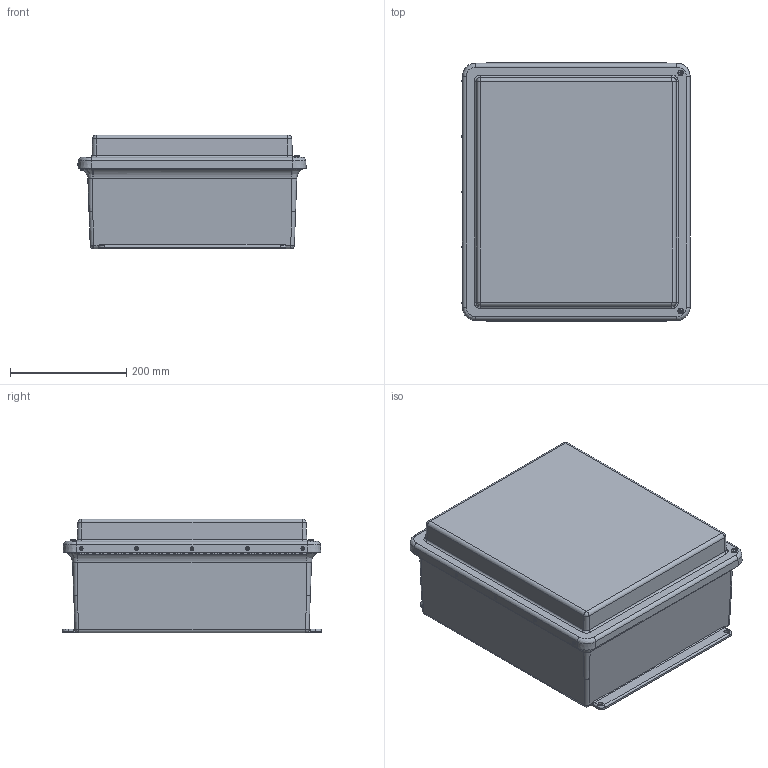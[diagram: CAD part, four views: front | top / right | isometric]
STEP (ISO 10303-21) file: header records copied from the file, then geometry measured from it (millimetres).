
FILE_DESCRIPTION (( 'STEP AP214' ), '1' );
FILE_NAME ('MR1614HW.STEP', '2018-11-06T19:42:15', ( '' ), ( '' ), 'SwSTEP 2.0', 'SolidWorks 2018', '' );
FILE_SCHEMA (( 'AUTOMOTIVE_DESIGN' ));
Length unit declared in the file: inch
Products named in the file (1): MR1614HW
Bounding box: 392.52 x 445.29 x 195.51 mm (x, y, z)
Volume: 2404801.5 mm3; surface area: 1355609.4 mm2
Topology: 24 solids, 24 shells, 965 faces, 2435 edges, 1552 vertices
Faces by surface type: cylinder 370, plane 364, cone 139, bspline 80, torus 12
Full cylindrical faces by diameter (mm): 2.159 x63, 3.175 x10, 3.327 x10, 3.556 x10, 3.683 x2, 3.861 x8, 3.962 x7, 3.967 x40, 4.826 x40, 5.537 x4, 6.35 x10, 6.858 x6
Entity records: 43137 total; most frequent: CARTESIAN_POINT 8775, DIRECTION 4372, ORIENTED_EDGE 4044, EDGE_CURVE 2022, AXIS2_PLACEMENT_3D 1691, EDGE_LOOP 1492, VERTEX_POINT 1452, FACE_OUTER_BOUND 1175
